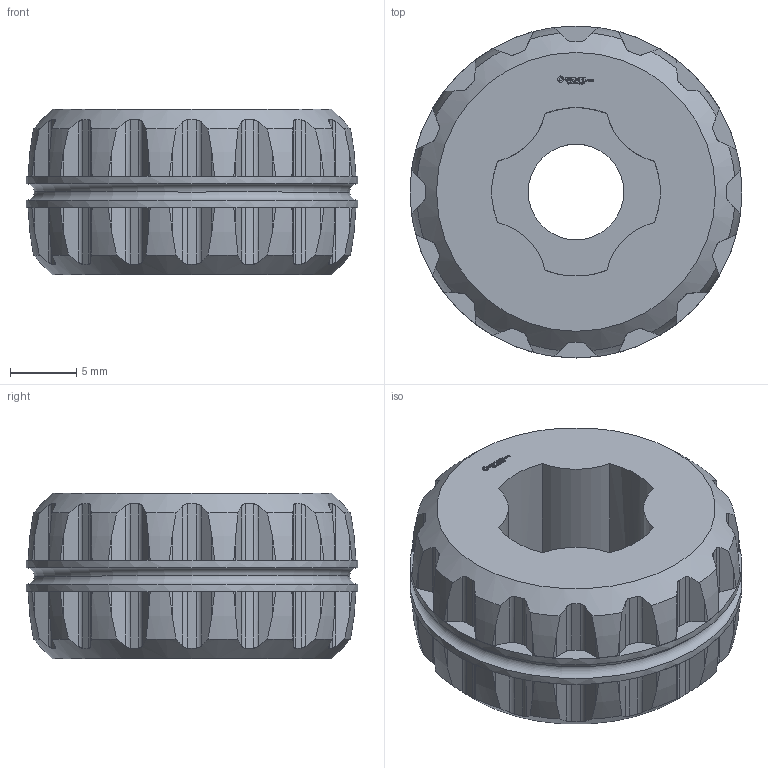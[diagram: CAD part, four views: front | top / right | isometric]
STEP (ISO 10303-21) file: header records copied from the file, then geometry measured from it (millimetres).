
FILE_DESCRIPTION(('FreeCAD Model'),'2;1');
FILE_NAME('Open CASCADE Shape Model','2024-12-31T22:17:39',(''),(''), 'Open CASCADE STEP processor 7.8','FreeCAD','Unknown');
FILE_SCHEMA(('AUTOMOTIVE_DESIGN { 1 0 10303 214 1 1 1 1 }'));
Length unit declared in the file: millimetre
Products named in the file (1): Wheel GND TTRD PLN BU02.00x01.00 - SPN-WHL-0001 (stemfie.org)
Bounding box: 25 x 25 x 12.5 mm (x, y, z)
Volume: 4251.5 mm3; surface area: 2397.8 mm2
Topology: 1 solids, 1 shells, 724 faces, 2039 edges, 1357 vertices
Faces by surface type: plane 415, cylinder 144, extrusion 122, revolution 32, cone 9, torus 2
Full cylindrical faces by diameter (mm): 2 x4, 7.2 x2, 25 x2
Entity records: 27074 total; most frequent: CARTESIAN_POINT 8869, ORIENTED_EDGE 4078, DIRECTION 3223, EDGE_CURVE 2039, VECTOR 1387, VERTEX_POINT 1357, LINE 1265, AXIS2_PLACEMENT_3D 902
